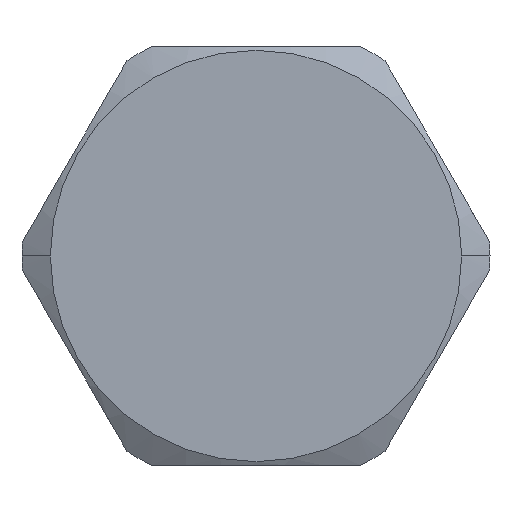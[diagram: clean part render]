
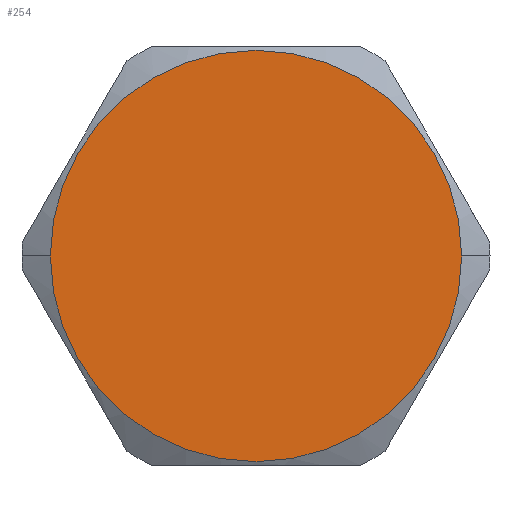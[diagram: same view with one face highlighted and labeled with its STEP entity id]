
A CAD part, left-side view. The second image highlights one B-rep face of the part: STEP entity #254.
In plain terms, the highlighted planar face has unit normal (-1, 0, 0).
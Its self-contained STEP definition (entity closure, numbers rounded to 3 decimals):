
#27=PLANE('',#563);
#60=FACE_OUTER_BOUND('',#89,.F.);
#89=EDGE_LOOP('',(#201,#202));
#201=ORIENTED_EDGE('',*,*,#398,.F.);
#202=ORIENTED_EDGE('',*,*,#397,.F.);
#254=ADVANCED_FACE('',(#60),#27,.T.);
#309=CIRCLE('',#530,8.35);
#310=CIRCLE('',#531,8.35);
#397=EDGE_CURVE('',#456,#455,#309,.T.);
#398=EDGE_CURVE('',#455,#456,#310,.T.);
#455=VERTEX_POINT('',#744);
#456=VERTEX_POINT('',#745);
#530=AXIS2_PLACEMENT_3D('',#810,#620,#621);
#531=AXIS2_PLACEMENT_3D('',#811,#622,#623);
#563=AXIS2_PLACEMENT_3D('',#931,#704,#705);
#620=DIRECTION('',(-1.,0.,0.));
#621=DIRECTION('',(0.,1.,0.));
#622=DIRECTION('',(-1.,0.,0.));
#623=DIRECTION('',(0.,-1.,0.));
#704=DIRECTION('',(-1.,0.,0.));
#705=DIRECTION('',(0.,0.,1.));
#744=CARTESIAN_POINT('',(-2.5,-8.35,0.));
#745=CARTESIAN_POINT('',(-2.5,8.35,0.));
#810=CARTESIAN_POINT('',(-2.5,0.,0.));
#811=CARTESIAN_POINT('',(-2.5,0.,0.));
#931=CARTESIAN_POINT('',(-2.5,-9.185,-9.185));
